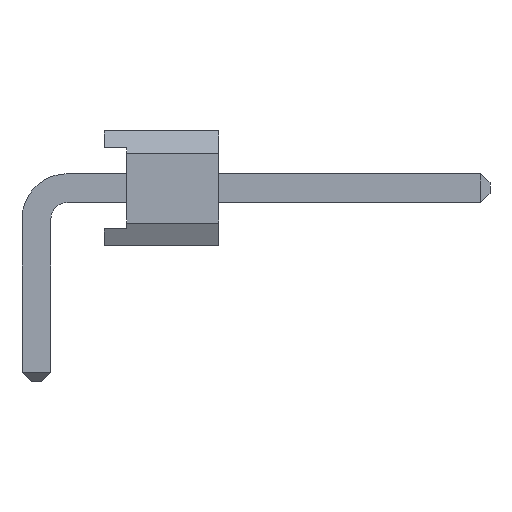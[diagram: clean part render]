
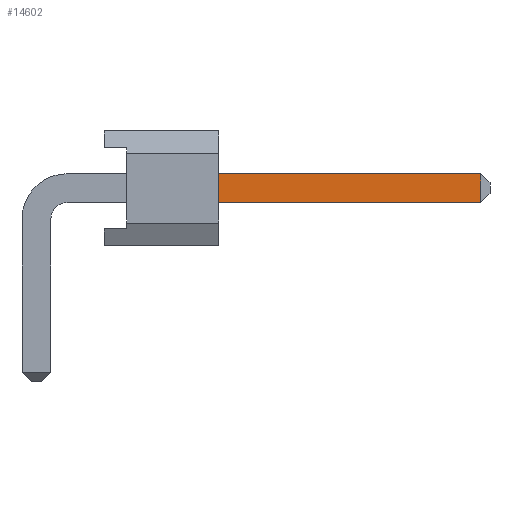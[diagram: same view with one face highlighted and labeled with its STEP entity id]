
A CAD part, front view. The second image highlights one B-rep face of the part: STEP entity #14602.
In plain terms, the highlighted face is planar.
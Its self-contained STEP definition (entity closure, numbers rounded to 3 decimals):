
#2480=ORIENTED_EDGE('',*,*,#4305,.T.);
#2481=ORIENTED_EDGE('',*,*,#4221,.F.);
#2482=ORIENTED_EDGE('',*,*,#4302,.T.);
#2483=ORIENTED_EDGE('',*,*,#4295,.T.);
#4221=EDGE_CURVE('',#5305,#5302,#6571,.T.);
#4295=EDGE_CURVE('',#5379,#5378,#6645,.T.);
#4302=EDGE_CURVE('',#5305,#5379,#6652,.T.);
#4305=EDGE_CURVE('',#5378,#5302,#6655,.T.);
#5302=VERTEX_POINT('',#20400);
#5305=VERTEX_POINT('',#20405);
#5378=VERTEX_POINT('',#20554);
#5379=VERTEX_POINT('',#20556);
#6571=LINE('',#20406,#7981);
#6645=LINE('',#20555,#8055);
#6652=LINE('',#20569,#8062);
#6655=LINE('',#20573,#8065);
#7981=VECTOR('',#17451,1000.);
#8055=VECTOR('',#17529,1000.);
#8062=VECTOR('',#17544,1000.);
#8065=VECTOR('',#17549,1000.);
#8800=EDGE_LOOP('',(#2480,#2481,#2482,#2483));
#9416=FACE_BOUND('',#8800,.T.);
#9960=PLANE('',#15261);
#14602=ADVANCED_FACE('',(#9416),#9960,.F.);
#15261=AXIS2_PLACEMENT_3D('',#20575,#17552,#17553);
#17451=DIRECTION('',(0.,-1.,0.));
#17529=DIRECTION('',(0.,-1.,0.));
#17544=DIRECTION('',(0.,0.,1.));
#17549=DIRECTION('',(0.,0.,-1.));
#17552=DIRECTION('',(-1.,0.,0.));
#17553=DIRECTION('',(0.,0.,1.));
#20400=CARTESIAN_POINT('',(21.91,-0.32,1.27));
#20405=CARTESIAN_POINT('',(21.91,0.32,1.27));
#20406=CARTESIAN_POINT('',(21.91,0.32,1.27));
#20554=CARTESIAN_POINT('',(21.91,-0.32,7.07));
#20555=CARTESIAN_POINT('',(21.91,0.68,7.07));
#20556=CARTESIAN_POINT('',(21.91,0.32,7.07));
#20569=CARTESIAN_POINT('',(21.91,0.32,-2.09));
#20573=CARTESIAN_POINT('',(21.91,-0.32,-2.09));
#20575=CARTESIAN_POINT('',(21.91,0.68,-2.09));
